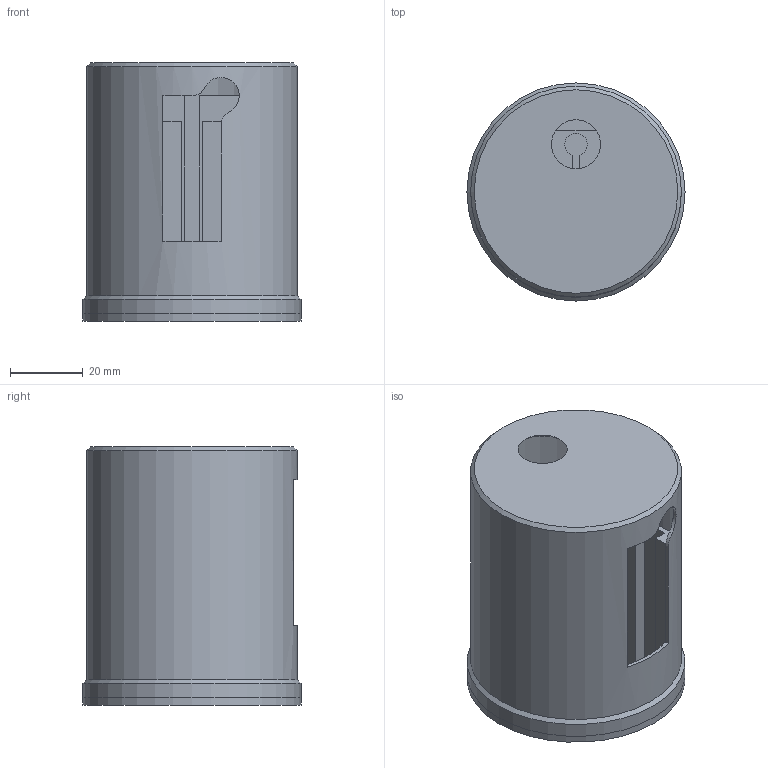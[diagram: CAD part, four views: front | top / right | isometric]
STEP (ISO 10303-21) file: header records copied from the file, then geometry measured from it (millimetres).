
FILE_DESCRIPTION(/* description */ (''),/* implementation_level */ '2;1');
FILE_NAME(/* name */ 'meshtastic-heltec-holder v7.step',/* time_stamp */ '2025-04-21T17:38:44+02:00',/* author */ (''),/* organization */ (''),/* preprocessor_version */ 'ST-DEVELOPER v20.1',/* originating_system */ 'Autodesk Translation Framework v14.4.0.0',/* authorisation */ '');
FILE_SCHEMA (('AUTOMOTIVE_DESIGN { 1 0 10303 214 3 1 1 }'));
Length unit declared in the file: millimetre
Products named in the file (1): meshtastic-heltec-holder
Bounding box: 60 x 60 x 71 mm (x, y, z)
Volume: 38001.3 mm3; surface area: 55627.9 mm2
Topology: 2 solids, 2 shells, 102 faces, 278 edges, 181 vertices
Faces by surface type: plane 80, cylinder 19, cone 3
Full cylindrical faces by diameter (mm): 58 x2, 58.2 x1, 60 x2
Entity records: 3280 total; most frequent: CARTESIAN_POINT 630, ORIENTED_EDGE 556, DIRECTION 521, EDGE_CURVE 278, LINE 227, VECTOR 227, VERTEX_POINT 181, AXIS2_PLACEMENT_3D 147
